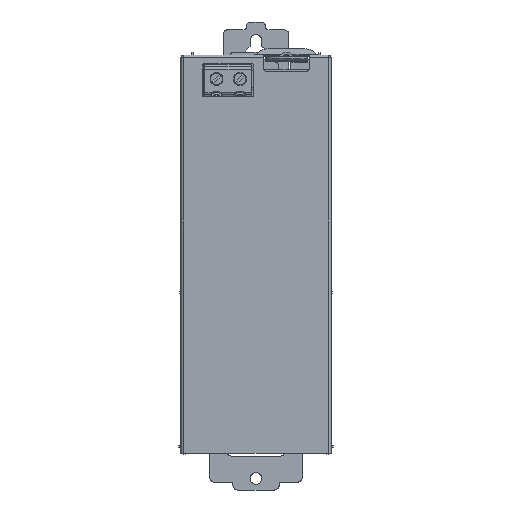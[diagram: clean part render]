
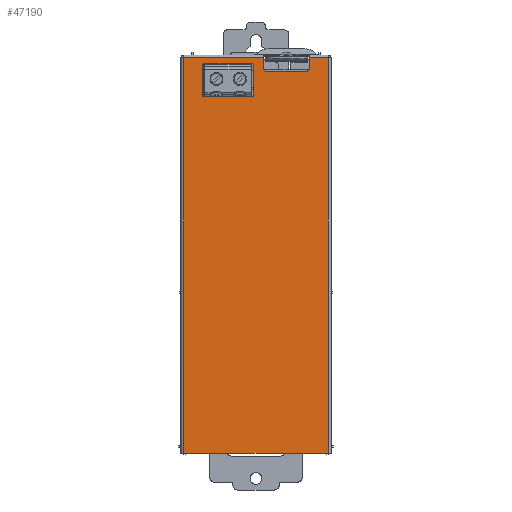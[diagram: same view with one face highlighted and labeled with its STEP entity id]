
A CAD part, front view. The second image highlights one B-rep face of the part: STEP entity #47190.
In plain terms, the highlighted planar face has unit normal (0, -1, 0).
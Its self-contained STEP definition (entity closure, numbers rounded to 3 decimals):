
#45215=CARTESIAN_POINT('',(-1.6,-4.4,156.4));
#45216=VERTEX_POINT('',#45215);
#45233=CARTESIAN_POINT('',(-22.6,-4.4,156.4));
#45234=VERTEX_POINT('',#45233);
#45241=CARTESIAN_POINT('',(-22.6,-4.4,156.4));
#45242=DIRECTION('',(1.0,0.0,0.0));
#45243=VECTOR('',#45242,21.0);
#45244=LINE('',#45241,#45243);
#45245=EDGE_CURVE('',#45234,#45216,#45244,.T.);
#45255=CARTESIAN_POINT('',(-1.1,-4.4,156.9));
#45256=VERTEX_POINT('',#45255);
#45257=CARTESIAN_POINT('',(-1.6,-4.4,156.9));
#45258=DIRECTION('',(0.0,-1.0,0.0));
#45259=DIRECTION('',(0.0,0.0,-1.0));
#45260=AXIS2_PLACEMENT_3D('',#45257,#45258,#45259);
#45261=CIRCLE('',#45260,0.5);
#45262=EDGE_CURVE('',#45216,#45256,#45261,.T.);
#45288=CARTESIAN_POINT('',(-1.1,-4.4,170.1));
#45289=VERTEX_POINT('',#45288);
#45290=CARTESIAN_POINT('',(-1.1,-4.4,156.9));
#45291=DIRECTION('',(0.0,0.0,1.0));
#45292=VECTOR('',#45291,13.2);
#45293=LINE('',#45290,#45292);
#45294=EDGE_CURVE('',#45256,#45289,#45293,.T.);
#45319=CARTESIAN_POINT('',(-1.6,-4.4,170.6));
#45320=VERTEX_POINT('',#45319);
#45321=CARTESIAN_POINT('',(-1.6,-4.4,170.1));
#45322=DIRECTION('',(0.0,-1.0,0.0));
#45323=DIRECTION('',(0.0,0.0,1.0));
#45324=AXIS2_PLACEMENT_3D('',#45321,#45322,#45323);
#45325=CIRCLE('',#45324,0.5);
#45326=EDGE_CURVE('',#45289,#45320,#45325,.T.);
#45352=CARTESIAN_POINT('',(-22.6,-4.4,170.6));
#45353=VERTEX_POINT('',#45352);
#45354=CARTESIAN_POINT('',(-1.6,-4.4,170.6));
#45355=DIRECTION('',(-1.0,0.0,0.0));
#45356=VECTOR('',#45355,21.0);
#45357=LINE('',#45354,#45356);
#45358=EDGE_CURVE('',#45320,#45353,#45357,.T.);
#45383=CARTESIAN_POINT('',(-23.1,-4.4,170.1));
#45384=VERTEX_POINT('',#45383);
#45385=CARTESIAN_POINT('',(-22.6,-4.4,170.1));
#45386=DIRECTION('',(0.0,-1.0,0.0));
#45387=DIRECTION('',(-1.0,0.0,0.0));
#45388=AXIS2_PLACEMENT_3D('',#45385,#45386,#45387);
#45389=CIRCLE('',#45388,0.5);
#45390=EDGE_CURVE('',#45353,#45384,#45389,.T.);
#45416=CARTESIAN_POINT('',(-23.1,-4.4,156.9));
#45417=VERTEX_POINT('',#45416);
#45418=CARTESIAN_POINT('',(-23.1,-4.4,170.1));
#45419=DIRECTION('',(0.0,0.0,-1.0));
#45420=VECTOR('',#45419,13.2);
#45421=LINE('',#45418,#45420);
#45422=EDGE_CURVE('',#45384,#45417,#45421,.T.);
#45456=CARTESIAN_POINT('',(-22.6,-4.4,156.9));
#45457=DIRECTION('',(0.0,-1.0,0.0));
#45458=DIRECTION('',(-1.0,0.0,0.0));
#45459=AXIS2_PLACEMENT_3D('',#45456,#45457,#45458);
#45460=CIRCLE('',#45459,0.5);
#45461=EDGE_CURVE('',#45417,#45234,#45460,.T.);
#46133=CARTESIAN_POINT('',(4.4,-4.4,167.4));
#46134=VERTEX_POINT('',#46133);
#46152=CARTESIAN_POINT('',(3.4,-4.4,168.4));
#46153=VERTEX_POINT('',#46152);
#46160=CARTESIAN_POINT('',(4.4,-4.4,168.4));
#46161=DIRECTION('',(0.0,-1.0,0.0));
#46162=DIRECTION('',(0.0,0.0,-1.0));
#46163=AXIS2_PLACEMENT_3D('',#46160,#46161,#46162);
#46164=CIRCLE('',#46163,1.0);
#46165=EDGE_CURVE('',#46153,#46134,#46164,.T.);
#46175=CARTESIAN_POINT('',(22.,-4.4,167.4));
#46176=VERTEX_POINT('',#46175);
#46177=CARTESIAN_POINT('',(4.4,-4.4,167.4));
#46178=DIRECTION('',(1.0,0.0,0.0));
#46179=VECTOR('',#46178,17.6);
#46180=LINE('',#46177,#46179);
#46181=EDGE_CURVE('',#46134,#46176,#46180,.T.);
#46206=CARTESIAN_POINT('',(23.,-4.4,168.4));
#46207=VERTEX_POINT('',#46206);
#46208=CARTESIAN_POINT('',(22.,-4.4,168.4));
#46209=DIRECTION('',(0.0,-1.0,0.0));
#46210=DIRECTION('',(1.0,0.0,0.0));
#46211=AXIS2_PLACEMENT_3D('',#46208,#46209,#46210);
#46212=CIRCLE('',#46211,1.0);
#46213=EDGE_CURVE('',#46176,#46207,#46212,.T.);
#46515=CARTESIAN_POINT('',(31.35,-4.4,173.2));
#46516=VERTEX_POINT('',#46515);
#46553=CARTESIAN_POINT('',(23.,-4.4,173.2));
#46554=VERTEX_POINT('',#46553);
#46562=CARTESIAN_POINT('',(31.35,-4.4,173.2));
#46563=DIRECTION('',(-1.0,0.0,0.0));
#46564=VECTOR('',#46563,8.35);
#46565=LINE('',#46562,#46564);
#46566=EDGE_CURVE('',#46516,#46554,#46565,.T.);
#46587=CARTESIAN_POINT('',(23.,-4.4,168.4));
#46588=DIRECTION('',(0.,0.,1.0));
#46589=VECTOR('',#46588,4.8);
#46590=LINE('',#46587,#46589);
#46591=EDGE_CURVE('',#46207,#46554,#46590,.T.);
#46681=CARTESIAN_POINT('',(-31.35,-4.4,173.2));
#46682=VERTEX_POINT('',#46681);
#46897=CARTESIAN_POINT('',(3.4,-4.4,173.2));
#46898=VERTEX_POINT('',#46897);
#46906=CARTESIAN_POINT('',(3.4,-4.4,168.4));
#46907=DIRECTION('',(0.0,0.0,1.0));
#46908=VECTOR('',#46907,4.8);
#46909=LINE('',#46906,#46908);
#46910=EDGE_CURVE('',#46153,#46898,#46909,.T.);
#46927=CARTESIAN_POINT('',(3.4,-4.4,173.2));
#46928=DIRECTION('',(-1.0,0.0,0.0));
#46929=VECTOR('',#46928,34.75);
#46930=LINE('',#46927,#46929);
#46931=EDGE_CURVE('',#46898,#46682,#46930,.T.);
#47133=CARTESIAN_POINT('',(-31.35,-4.4,1.8));
#47134=VERTEX_POINT('',#47133);
#47142=CARTESIAN_POINT('',(-31.35,-4.4,1.8));
#47143=DIRECTION('',(0.0,0.0,1.0));
#47144=VECTOR('',#47143,171.4);
#47145=LINE('',#47142,#47144);
#47146=EDGE_CURVE('',#47134,#46682,#47145,.T.);
#47151=CARTESIAN_POINT('',(32.55,-4.4,-0.2));
#47152=DIRECTION('',(0.0,1.0,0.0));
#47153=DIRECTION('',(0.0,0.0,1.0));
#47154=AXIS2_PLACEMENT_3D('',#47151,#47152,#47153);
#47155=PLANE('',#47154);
#47156=ORIENTED_EDGE('',*,*,#47146,.F.);
#47157=CARTESIAN_POINT('',(31.35,-4.4,1.8));
#47158=VERTEX_POINT('',#47157);
#47159=CARTESIAN_POINT('',(-31.35,-4.4,1.8));
#47160=DIRECTION('',(1.0,0.0,0.0));
#47161=VECTOR('',#47160,62.7);
#47162=LINE('',#47159,#47161);
#47163=EDGE_CURVE('',#47134,#47158,#47162,.T.);
#47164=ORIENTED_EDGE('',*,*,#47163,.T.);
#47165=CARTESIAN_POINT('',(31.35,-4.4,1.8));
#47166=DIRECTION('',(0.0,0.0,1.0));
#47167=VECTOR('',#47166,171.4);
#47168=LINE('',#47165,#47167);
#47169=EDGE_CURVE('',#47158,#46516,#47168,.T.);
#47170=ORIENTED_EDGE('',*,*,#47169,.T.);
#47171=ORIENTED_EDGE('',*,*,#46566,.T.);
#47172=ORIENTED_EDGE('',*,*,#46591,.F.);
#47173=ORIENTED_EDGE('',*,*,#46213,.F.);
#47174=ORIENTED_EDGE('',*,*,#46181,.F.);
#47175=ORIENTED_EDGE('',*,*,#46165,.F.);
#47176=ORIENTED_EDGE('',*,*,#46910,.T.);
#47177=ORIENTED_EDGE('',*,*,#46931,.T.);
#47178=EDGE_LOOP('',(#47156,#47164,#47170,#47171,#47172,#47173,#47174,#47175,#47176,#47177));
#47179=FACE_OUTER_BOUND('',#47178,.T.);
#47180=ORIENTED_EDGE('',*,*,#45358,.F.);
#47181=ORIENTED_EDGE('',*,*,#45326,.F.);
#47182=ORIENTED_EDGE('',*,*,#45294,.F.);
#47183=ORIENTED_EDGE('',*,*,#45262,.F.);
#47184=ORIENTED_EDGE('',*,*,#45245,.F.);
#47185=ORIENTED_EDGE('',*,*,#45461,.F.);
#47186=ORIENTED_EDGE('',*,*,#45422,.F.);
#47187=ORIENTED_EDGE('',*,*,#45390,.F.);
#47188=EDGE_LOOP('',(#47180,#47181,#47182,#47183,#47184,#47185,#47186,#47187));
#47189=FACE_BOUND('',#47188,.T.);
#47190=ADVANCED_FACE('',(#47179,#47189),#47155,.F.);
